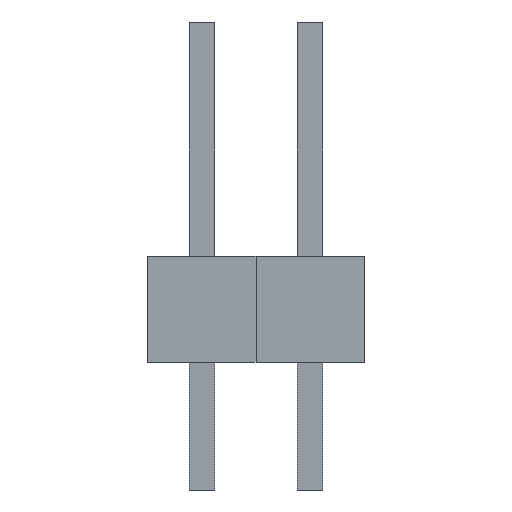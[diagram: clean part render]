
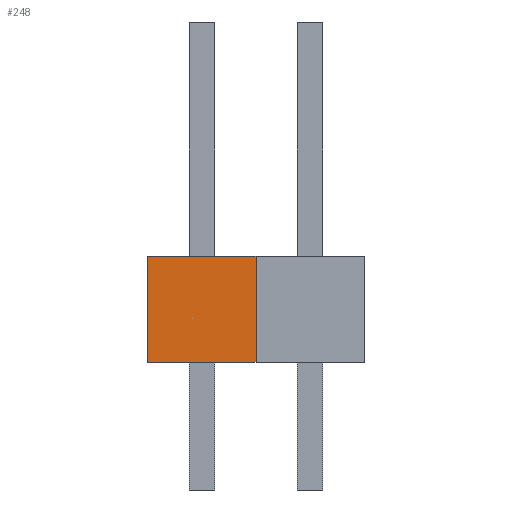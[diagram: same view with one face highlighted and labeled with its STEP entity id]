
A CAD part, front view. The second image highlights one B-rep face of the part: STEP entity #248.
In plain terms, the highlighted planar face has unit normal (0, -1, 0).
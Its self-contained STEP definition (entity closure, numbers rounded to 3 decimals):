
#13=DIRECTION('',(0.,0.,1.));
#14=DIRECTION('',(1.,0.,0.));
#199=EDGE_CURVE('',#200,#202,#204,.T.);
#200=VERTEX_POINT('',#201);
#201=CARTESIAN_POINT('',(-1.27,-1.271,0.));
#202=VERTEX_POINT('',#203);
#203=CARTESIAN_POINT('',(-1.27,-1.271,2.5));
#204=LINE('',#201,#205);
#205=VECTOR('',#13,1.);
#212=DIRECTION('',(0.,1.,0.));
#226=ORIENTED_EDGE('',*,*,#227,.F.);
#227=EDGE_CURVE('',#228,#230,#232,.T.);
#228=VERTEX_POINT('',#229);
#229=CARTESIAN_POINT('',(1.27,-1.271,0.));
#230=VERTEX_POINT('',#231);
#231=CARTESIAN_POINT('',(1.27,-1.271,2.5));
#232=LINE('',#229,#205);
#248=ADVANCED_FACE('',(#249),#259,.F.);
#249=FACE_BOUND('',#250,.F.);
#250=EDGE_LOOP('',(#251,#255,#256,#226));
#251=ORIENTED_EDGE('',*,*,#252,.F.);
#252=EDGE_CURVE('',#200,#228,#253,.T.);
#253=LINE('',#201,#254);
#254=VECTOR('',#14,1.);
#255=ORIENTED_EDGE('',*,*,#199,.T.);
#256=ORIENTED_EDGE('',*,*,#257,.T.);
#257=EDGE_CURVE('',#202,#230,#258,.T.);
#258=LINE('',#203,#254);
#259=PLANE('',#260);
#260=AXIS2_PLACEMENT_3D('',#201,#212,#13);
